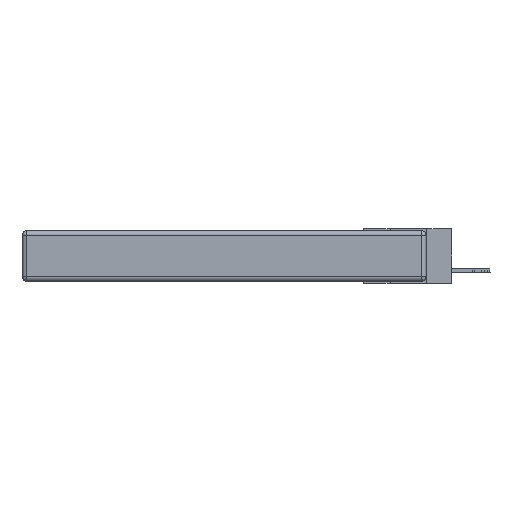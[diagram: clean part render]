
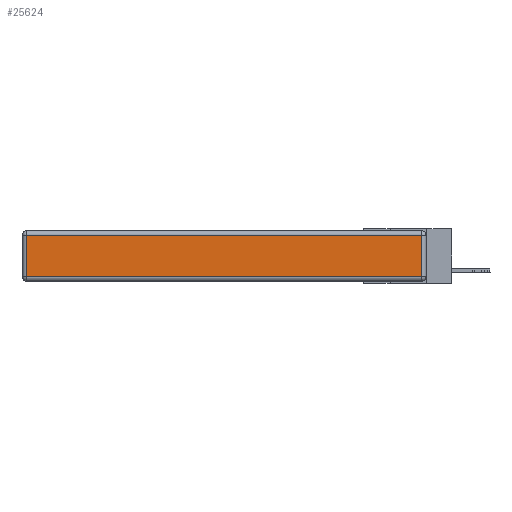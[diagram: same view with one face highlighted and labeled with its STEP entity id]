
A CAD part, left-side view. The second image highlights one B-rep face of the part: STEP entity #25624.
In plain terms, the highlighted planar face has unit normal (-1, 0, 0).
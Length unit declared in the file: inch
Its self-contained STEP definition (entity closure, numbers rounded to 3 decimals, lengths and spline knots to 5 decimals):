
#729 = CARTESIAN_POINT ( 'NONE',  ( 0., 0., -0.313 ) ) ;
#763 = CARTESIAN_POINT ( 'NONE',  ( 0., 2.72, -0.343 ) ) ;
#947 = LINE ( 'NONE', #8975, #6809 ) ;
#1899 = DIRECTION ( 'NONE',  ( 0., 0., 1. ) ) ;
#4282 = CARTESIAN_POINT ( 'NONE',  ( 0., 0., -0.343 ) ) ;
#4336 = ORIENTED_EDGE ( 'NONE', *, *, #19361, .T. ) ;
#4554 = VECTOR ( 'NONE', #5781, 39.37008 ) ;
#5781 = DIRECTION ( 'NONE',  ( 0., -1., 0. ) ) ;
#6092 = DIRECTION ( 'NONE',  ( 0., 1., 0. ) ) ;
#6520 = ORIENTED_EDGE ( 'NONE', *, *, #24854, .T. ) ;
#6551 = DIRECTION ( 'NONE',  ( 0., 0., 1. ) ) ;
#6644 = PLANE ( 'NONE',  #28478 ) ;
#6809 = VECTOR ( 'NONE', #6551, 39.37008 ) ;
#7458 = VERTEX_POINT ( 'NONE', #20005 ) ;
#8308 = EDGE_LOOP ( 'NONE', ( #18532, #14574, #6520, #4336 ) ) ;
#8471 = VERTEX_POINT ( 'NONE', #30230 ) ;
#8975 = CARTESIAN_POINT ( 'NONE',  ( 0., 0.03, -0.343 ) ) ;
#12239 = LINE ( 'NONE', #729, #4554 ) ;
#12842 = VERTEX_POINT ( 'NONE', #20984 ) ;
#14489 = CARTESIAN_POINT ( 'NONE',  ( 0., 0.03, -0.03 ) ) ;
#14574 = ORIENTED_EDGE ( 'NONE', *, *, #29744, .T. ) ;
#15127 = VERTEX_POINT ( 'NONE', #14489 ) ;
#15490 = CARTESIAN_POINT ( 'NONE',  ( 0., 2.75, -0.03 ) ) ;
#16104 = VECTOR ( 'NONE', #6092, 39.37008 ) ;
#18532 = ORIENTED_EDGE ( 'NONE', *, *, #27754, .T. ) ;
#19050 = LINE ( 'NONE', #763, #20863 ) ;
#19361 = EDGE_CURVE ( 'NONE', #8471, #7458, #19050, .T. ) ;
#20005 = CARTESIAN_POINT ( 'NONE',  ( 0., 2.72, -0.313 ) ) ;
#20863 = VECTOR ( 'NONE', #22186, 39.37008 ) ;
#20984 = CARTESIAN_POINT ( 'NONE',  ( 0., 0.03, -0.313 ) ) ;
#22186 = DIRECTION ( 'NONE',  ( 0., 0., -1. ) ) ;
#24846 = FACE_OUTER_BOUND ( 'NONE', #8308, .T. ) ;
#24854 = EDGE_CURVE ( 'NONE', #15127, #8471, #27438, .T. ) ;
#25624 = ADVANCED_FACE ( 'NONE', ( #24846 ), #6644, .T. ) ;
#27438 = LINE ( 'NONE', #15490, #16104 ) ;
#27610 = DIRECTION ( 'NONE',  ( -1., 0., 0. ) ) ;
#27754 = EDGE_CURVE ( 'NONE', #7458, #12842, #12239, .T. ) ;
#28478 = AXIS2_PLACEMENT_3D ( 'NONE', #4282, #27610, #1899 ) ;
#29744 = EDGE_CURVE ( 'NONE', #12842, #15127, #947, .T. ) ;
#30230 = CARTESIAN_POINT ( 'NONE',  ( 0., 2.72, -0.03 ) ) ;
